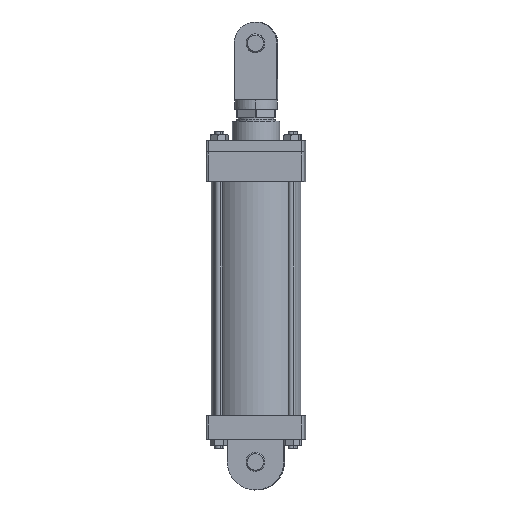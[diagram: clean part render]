
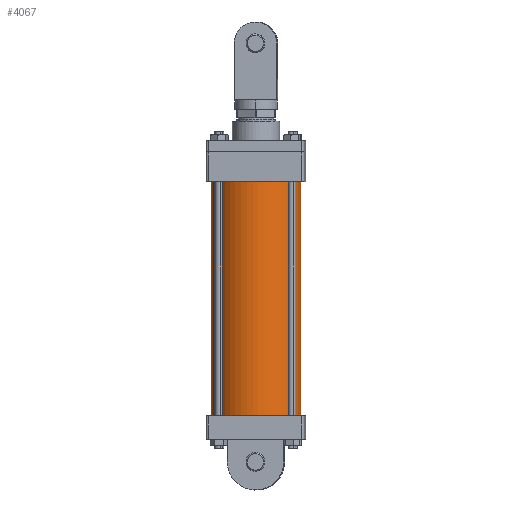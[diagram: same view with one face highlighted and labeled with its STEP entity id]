
A CAD part, front view. The second image highlights one B-rep face of the part: STEP entity #4067.
In plain terms, the highlighted free-form (B-spline) face has degree [2, 1] with [5, 2] control points.
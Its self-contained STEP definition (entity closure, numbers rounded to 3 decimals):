
#3968 = VERTEX_POINT('',#3969);
#3969 = CARTESIAN_POINT('',(69.945,0.,
    189.091));
#3970 = VERTEX_POINT('',#3971);
#3971 = CARTESIAN_POINT('',(-69.945,0.,189.091));
#3979 = EDGE_CURVE('',#3968,#3980,#3982,.T.);
#3980 = VERTEX_POINT('',#3981);
#3981 = CARTESIAN_POINT('',(69.945,0.,
    -189.091));
#3982 = B_SPLINE_CURVE_WITH_KNOTS('',1,(#3983,#3984),.UNSPECIFIED.,.F.,
  .F.,(2,2),(-0.,412.),.PIECEWISE_BEZIER_KNOTS.);
#3983 = CARTESIAN_POINT('',(69.945,0.,
    189.091));
#3984 = CARTESIAN_POINT('',(69.945,0.,
    -189.091));
#3987 = VERTEX_POINT('',#3988);
#3988 = CARTESIAN_POINT('',(-69.945,0.,-189.091));
#3996 = EDGE_CURVE('',#3970,#3987,#3997,.T.);
#3997 = B_SPLINE_CURVE_WITH_KNOTS('',1,(#3998,#3999),.UNSPECIFIED.,.F.,
  .F.,(2,2),(-0.,412.),.PIECEWISE_BEZIER_KNOTS.);
#3998 = CARTESIAN_POINT('',(-69.945,0.,189.091));
#3999 = CARTESIAN_POINT('',(-69.945,0.,-189.091));
#4015 = EDGE_CURVE('',#3970,#3968,#4016,.T.);
#4016 = ( BOUNDED_CURVE() B_SPLINE_CURVE(2,(#4017,#4018,#4019,#4020,
#4021),.UNSPECIFIED.,.F.,.F.) B_SPLINE_CURVE_WITH_KNOTS((3,2,3),(
    3.142,4.712,6.283),
.PIECEWISE_BEZIER_KNOTS.) CURVE() GEOMETRIC_REPRESENTATION_ITEM() 
RATIONAL_B_SPLINE_CURVE((1.,0.707,1.,0.707,1.)) 
REPRESENTATION_ITEM('') );
#4017 = CARTESIAN_POINT('',(-69.945,0.,
    189.091));
#4018 = CARTESIAN_POINT('',(-69.945,-69.945,
    189.091));
#4019 = CARTESIAN_POINT('',(0.,-69.945,
    189.091));
#4020 = CARTESIAN_POINT('',(69.945,-69.945,
    189.091));
#4021 = CARTESIAN_POINT('',(69.945,0.,
    189.091));
#4043 = EDGE_CURVE('',#3987,#3980,#4044,.T.);
#4044 = ( BOUNDED_CURVE() B_SPLINE_CURVE(2,(#4045,#4046,#4047,#4048,
#4049),.UNSPECIFIED.,.F.,.F.) B_SPLINE_CURVE_WITH_KNOTS((3,2,3),(
    3.142,4.712,6.283),
.PIECEWISE_BEZIER_KNOTS.) CURVE() GEOMETRIC_REPRESENTATION_ITEM() 
RATIONAL_B_SPLINE_CURVE((1.,0.707,1.,0.707,1.)) 
REPRESENTATION_ITEM('') );
#4045 = CARTESIAN_POINT('',(-69.945,0.,
    -189.091));
#4046 = CARTESIAN_POINT('',(-69.945,-69.945,
    -189.091));
#4047 = CARTESIAN_POINT('',(0.,-69.945,
    -189.091));
#4048 = CARTESIAN_POINT('',(69.945,-69.945,
    -189.091));
#4049 = CARTESIAN_POINT('',(69.945,0.,
    -189.091));
#4067 = ADVANCED_FACE('',(#4068),#4074,.T.);
#4068 = FACE_BOUND('',#4069,.T.);
#4069 = EDGE_LOOP('',(#4070,#4071,#4072,#4073));
#4070 = ORIENTED_EDGE('',*,*,#3979,.F.);
#4071 = ORIENTED_EDGE('',*,*,#4015,.F.);
#4072 = ORIENTED_EDGE('',*,*,#3996,.T.);
#4073 = ORIENTED_EDGE('',*,*,#4043,.T.);
#4074 = ( BOUNDED_SURFACE() B_SPLINE_SURFACE(2,1,(
    (#4075,#4076)
    ,(#4077,#4078)
    ,(#4079,#4080)
    ,(#4081,#4082)
    ,(#4083,#4084
)),.UNSPECIFIED.,.F.,.F.,.F.) B_SPLINE_SURFACE_WITH_KNOTS((3,2,3),(2,2),
  (3.142,4.712,6.283),(0.,412.),
.PIECEWISE_BEZIER_KNOTS.) GEOMETRIC_REPRESENTATION_ITEM() 
RATIONAL_B_SPLINE_SURFACE((
    (1.,1.)
    ,(0.707,0.707)
    ,(1.,1.)
    ,(0.707,0.707)
,(1.,1.))) REPRESENTATION_ITEM('') SURFACE() );
#4075 = CARTESIAN_POINT('',(69.945,0.,
    189.091));
#4076 = CARTESIAN_POINT('',(69.945,0.,
    -189.091));
#4077 = CARTESIAN_POINT('',(69.945,-69.945,
    189.091));
#4078 = CARTESIAN_POINT('',(69.945,-69.945,
    -189.091));
#4079 = CARTESIAN_POINT('',(0.,-69.945,
    189.091));
#4080 = CARTESIAN_POINT('',(0.,-69.945,
    -189.091));
#4081 = CARTESIAN_POINT('',(-69.945,-69.945,
    189.091));
#4082 = CARTESIAN_POINT('',(-69.945,-69.945,
    -189.091));
#4083 = CARTESIAN_POINT('',(-69.945,0.,
    189.091));
#4084 = CARTESIAN_POINT('',(-69.945,0.,
    -189.091));
